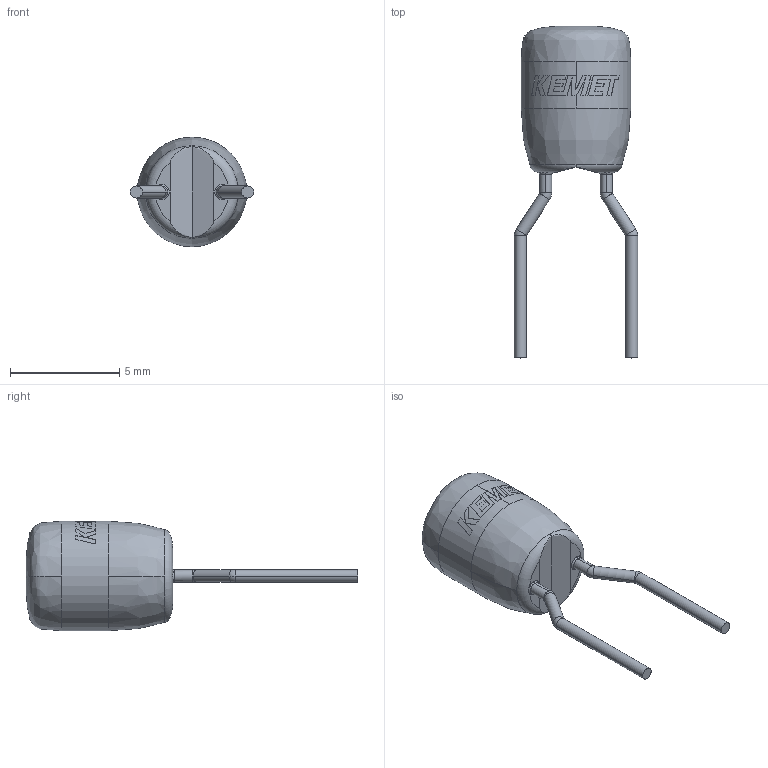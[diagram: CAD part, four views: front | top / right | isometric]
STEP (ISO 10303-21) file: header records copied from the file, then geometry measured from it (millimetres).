
FILE_DESCRIPTION (( 'STEP AP214' ), '1' );
FILE_NAME ('CTR_T356_D5H9.6S5.08LL5.56F0.55.STEP', '2017-12-01T18:14:43', ( '' ), ( '' ), 'SwSTEP 2.0', 'SolidWorks 2014', '' );
FILE_SCHEMA (( 'AUTOMOTIVE_DESIGN' ));
Length unit declared in the file: millimetre
Products named in the file (1): CTR_T356_D5H9.6S5.08LL5.56F0.55
Bounding box: 5.63 x 15.16 x 5 mm (x, y, z)
Volume: 122.9 mm3; surface area: 156.5 mm2
Topology: 1 solids, 1 shells, 100 faces, 266 edges, 170 vertices
Faces by surface type: bspline 39, plane 27, cylinder 18, torus 16
Entity records: 4581 total; most frequent: CARTESIAN_POINT 1229, ORIENTED_EDGE 532, DIRECTION 381, EDGE_CURVE 266, AXIS2_PLACEMENT_3D 180, VERTEX_POINT 170, B_SPLINE_CURVE_WITH_KNOTS 127, CIRCLE 118
